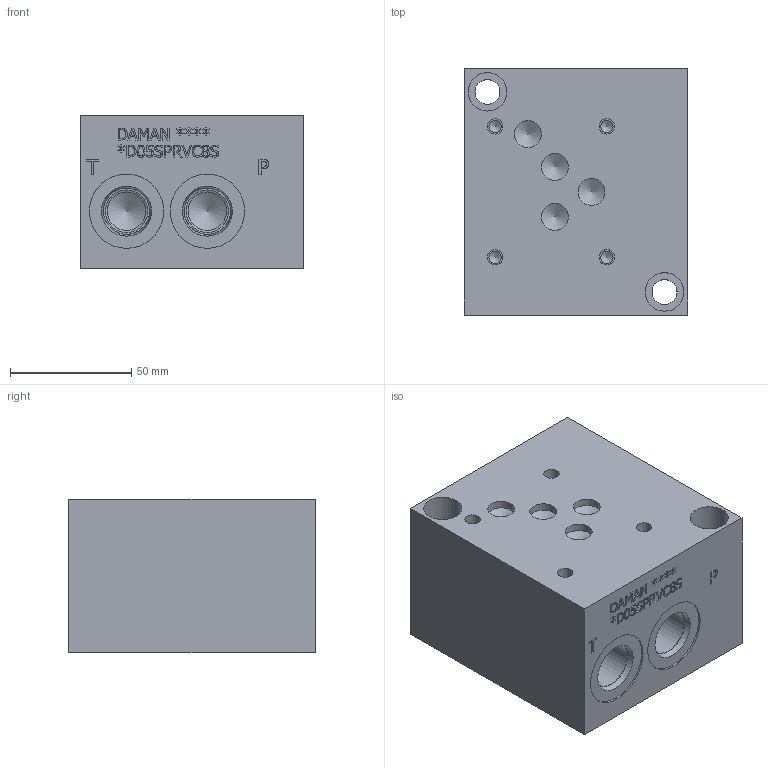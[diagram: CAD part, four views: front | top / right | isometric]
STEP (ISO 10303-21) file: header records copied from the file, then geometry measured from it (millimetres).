
FILE_DESCRIPTION(/* description */ (''),/* implementation_level */ '2;1');
FILE_NAME(/* name */ '_D05SPRVC8S.stp',/* time_stamp */ '2020-03-10T13:00:50-04:00',/* author */ ('devonn'),/* organization */ (''),/* preprocessor_version */ 'ST-DEVELOPER v17',/* originating_system */ 'Autodesk Inventor 2019',/* authorisation */ '');
FILE_SCHEMA (('AUTOMOTIVE_DESIGN { 1 0 10303 214 3 1 1 }'));
Length unit declared in the file: millimetre
Products named in the file (1): Part_AD05SPRVC8S.C03199R3_3D
Bounding box: 92.08 x 101.6 x 63.5 mm (x, y, z)
Volume: 514516.3 mm3; surface area: 62134.3 mm2
Topology: 1 solids, 1 shells, 559 faces, 1522 edges, 1025 vertices
Faces by surface type: plane 313, bspline 153, cylinder 54, cone 39
Full cylindrical faces by diameter (mm): 5.105 x4, 6.35 x4, 10.312 x2, 11.125 x6, 15.875 x8, 15.9 x1, 17.501 x6, 19.05 x6, 19.253 x6, 20.62 x1, 22.23 x1, 22.54 x1, 30.15 x1, 30.16 x1, 30.632 x4
Entity records: 18823 total; most frequent: CARTESIAN_POINT 5081, ORIENTED_EDGE 3014, DIRECTION 2217, EDGE_CURVE 1507, VERTEX_POINT 1025, LINE 999, VECTOR 999, EDGE_LOOP 638
